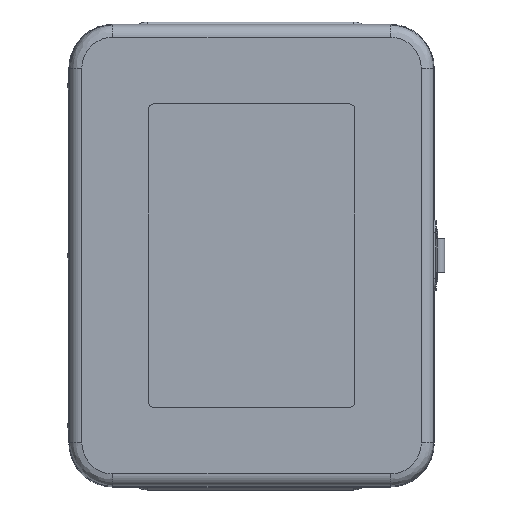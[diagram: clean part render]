
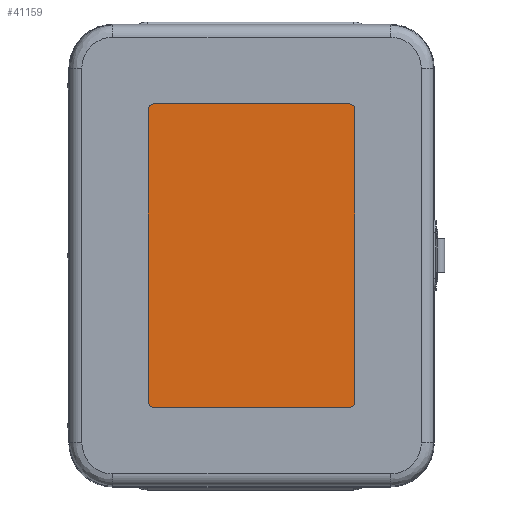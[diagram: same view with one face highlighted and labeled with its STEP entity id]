
A CAD part, top view. The second image highlights one B-rep face of the part: STEP entity #41159.
In plain terms, the highlighted planar face has unit normal (0, 0, 1).
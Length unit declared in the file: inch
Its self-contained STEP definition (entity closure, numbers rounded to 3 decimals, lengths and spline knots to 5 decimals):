
#1174 = CARTESIAN_POINT ( 'NONE',  ( -1.97499, 3.125, 0.19925 ) ) ;
#2264 = CARTESIAN_POINT ( 'NONE',  ( 2.02501, 3.125, 0.19925 ) ) ;
#2998 = DIRECTION ( 'NONE',  ( 0., 0., -1. ) ) ;
#3058 = ORIENTED_EDGE ( 'NONE', *, *, #41537, .F. ) ;
#3109 = ORIENTED_EDGE ( 'NONE', *, *, #29841, .F. ) ;
#3577 = AXIS2_PLACEMENT_3D ( 'NONE', #31126, #38063, #37641 ) ;
#4391 = ORIENTED_EDGE ( 'NONE', *, *, #26318, .F. ) ;
#4711 = CARTESIAN_POINT ( 'NONE',  ( -1.97499, -3.125, 0.19925 ) ) ;
#6939 = CARTESIAN_POINT ( 'NONE',  ( 2.15001, -3., 0.19925 ) ) ;
#7424 = CARTESIAN_POINT ( 'NONE',  ( -1.97499, -3.125, 0.19925 ) ) ;
#7664 = DIRECTION ( 'NONE',  ( 0., 1., 0. ) ) ;
#8159 = AXIS2_PLACEMENT_3D ( 'NONE', #33076, #29477, #19733 ) ;
#8512 = ORIENTED_EDGE ( 'NONE', *, *, #37695, .F. ) ;
#8547 = ORIENTED_EDGE ( 'NONE', *, *, #14378, .F. ) ;
#9936 = CARTESIAN_POINT ( 'NONE',  ( 0.02501, 0., 0.19925 ) ) ;
#10197 = DIRECTION ( 'NONE',  ( 0., 0., -1. ) ) ;
#11113 = CIRCLE ( 'NONE', #43124, 0.125 ) ;
#11753 = CIRCLE ( 'NONE', #44233, 0.125 ) ;
#12956 = LINE ( 'NONE', #2264, #15156 ) ;
#13245 = DIRECTION ( 'NONE',  ( 1., 0., 0. ) ) ;
#13569 = CARTESIAN_POINT ( 'NONE',  ( 2.15001, 3., 0.19925 ) ) ;
#13912 = DIRECTION ( 'NONE',  ( -1., 0., 0. ) ) ;
#14378 = EDGE_CURVE ( 'NONE', #36166, #17032, #40057, .T. ) ;
#14821 = VERTEX_POINT ( 'NONE', #26110 ) ;
#15156 = VECTOR ( 'NONE', #40122, 39.37008 ) ;
#15893 = VERTEX_POINT ( 'NONE', #40178 ) ;
#16128 = EDGE_CURVE ( 'NONE', #17032, #26286, #30020, .T. ) ;
#17032 = VERTEX_POINT ( 'NONE', #41839 ) ;
#17220 = EDGE_CURVE ( 'NONE', #14821, #32716, #30851, .T. ) ;
#19733 = DIRECTION ( 'NONE',  ( -1., 0., 0. ) ) ;
#19872 = VECTOR ( 'NONE', #41570, 39.37008 ) ;
#20247 = DIRECTION ( 'NONE',  ( 0., -1., 0. ) ) ;
#20910 = VERTEX_POINT ( 'NONE', #6939 ) ;
#21522 = CARTESIAN_POINT ( 'NONE',  ( -2.09999, 3., 0.19925 ) ) ;
#23285 = FACE_OUTER_BOUND ( 'NONE', #44214, .T. ) ;
#25381 = VECTOR ( 'NONE', #20247, 39.37008 ) ;
#25668 = VECTOR ( 'NONE', #7664, 39.37008 ) ;
#26110 = CARTESIAN_POINT ( 'NONE',  ( 2.02501, 3.125, 0.19925 ) ) ;
#26286 = VERTEX_POINT ( 'NONE', #44162 ) ;
#26318 = EDGE_CURVE ( 'NONE', #20910, #15893, #11753, .T. ) ;
#26421 = ORIENTED_EDGE ( 'NONE', *, *, #39838, .F. ) ;
#27204 = PLANE ( 'NONE',  #31003 ) ;
#27933 = ORIENTED_EDGE ( 'NONE', *, *, #16128, .F. ) ;
#29477 = DIRECTION ( 'NONE',  ( 0., 0., -1. ) ) ;
#29841 = EDGE_CURVE ( 'NONE', #15893, #36166, #44766, .T. ) ;
#30020 = LINE ( 'NONE', #21522, #25668 ) ;
#30851 = CIRCLE ( 'NONE', #8159, 0.125 ) ;
#30891 = CARTESIAN_POINT ( 'NONE',  ( 2.02501, -3., 0.19925 ) ) ;
#31003 = AXIS2_PLACEMENT_3D ( 'NONE', #9936, #34048, #13245 ) ;
#31126 = CARTESIAN_POINT ( 'NONE',  ( -1.97499, -3., 0.19925 ) ) ;
#32034 = ORIENTED_EDGE ( 'NONE', *, *, #17220, .F. ) ;
#32716 = VERTEX_POINT ( 'NONE', #13569 ) ;
#33076 = CARTESIAN_POINT ( 'NONE',  ( 2.02501, 3., 0.19925 ) ) ;
#33961 = VERTEX_POINT ( 'NONE', #1174 ) ;
#34048 = DIRECTION ( 'NONE',  ( 0., 0., 1. ) ) ;
#36166 = VERTEX_POINT ( 'NONE', #4711 ) ;
#37641 = DIRECTION ( 'NONE',  ( -1., 0., 0. ) ) ;
#37695 = EDGE_CURVE ( 'NONE', #33961, #14821, #12956, .T. ) ;
#38063 = DIRECTION ( 'NONE',  ( 0., 0., -1. ) ) ;
#38329 = LINE ( 'NONE', #44895, #25381 ) ;
#38938 = DIRECTION ( 'NONE',  ( -1., 0., 0. ) ) ;
#39838 = EDGE_CURVE ( 'NONE', #26286, #33961, #11113, .T. ) ;
#40057 = CIRCLE ( 'NONE', #3577, 0.125 ) ;
#40122 = DIRECTION ( 'NONE',  ( 1., 0., 0. ) ) ;
#40178 = CARTESIAN_POINT ( 'NONE',  ( 2.02501, -3.125, 0.19925 ) ) ;
#41159 = ADVANCED_FACE ( 'NONE', ( #23285 ), #27204, .T. ) ;
#41190 = CARTESIAN_POINT ( 'NONE',  ( -1.97499, 3., 0.19925 ) ) ;
#41537 = EDGE_CURVE ( 'NONE', #32716, #20910, #38329, .T. ) ;
#41570 = DIRECTION ( 'NONE',  ( -1., 0., 0. ) ) ;
#41839 = CARTESIAN_POINT ( 'NONE',  ( -2.09999, -3., 0.19925 ) ) ;
#43124 = AXIS2_PLACEMENT_3D ( 'NONE', #41190, #10197, #38938 ) ;
#44162 = CARTESIAN_POINT ( 'NONE',  ( -2.09999, 3., 0.19925 ) ) ;
#44214 = EDGE_LOOP ( 'NONE', ( #3058, #32034, #8512, #26421, #27933, #8547, #3109, #4391 ) ) ;
#44233 = AXIS2_PLACEMENT_3D ( 'NONE', #30891, #2998, #13912 ) ;
#44766 = LINE ( 'NONE', #7424, #19872 ) ;
#44895 = CARTESIAN_POINT ( 'NONE',  ( 2.15001, -3., 0.19925 ) ) ;
